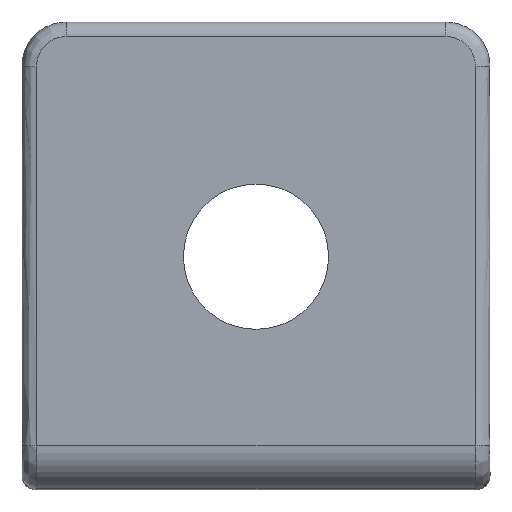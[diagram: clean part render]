
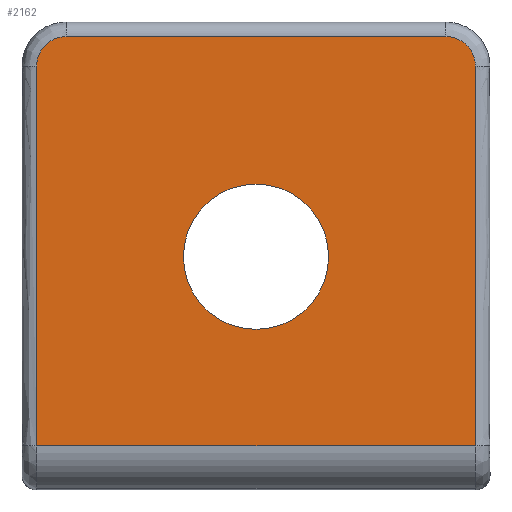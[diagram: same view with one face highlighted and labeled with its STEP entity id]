
A CAD part, left-side view. The second image highlights one B-rep face of the part: STEP entity #2162.
In plain terms, the highlighted planar face has unit normal (-1, 0, 0).
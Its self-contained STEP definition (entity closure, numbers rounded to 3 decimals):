
#932=CARTESIAN_POINT('',(-15.957,-4.95,-0.059));
#933=VERTEX_POINT('',#932);
#934=CARTESIAN_POINT('',(-15.957,4.95,-0.059));
#935=VERTEX_POINT('',#934);
#936=CARTESIAN_POINT('',(-15.957,0.,-0.059));
#937=DIRECTION('',(-1.,0.0,0.0));
#938=DIRECTION('',(0.0,-1.,0.));
#939=AXIS2_PLACEMENT_3D('',#936,#937,#938);
#940=CIRCLE('',#939,4.95);
#941=EDGE_CURVE('',#933,#935,#940,.T.);
#943=CARTESIAN_POINT('',(-15.957,0.,-0.059));
#944=DIRECTION('',(-1.,0.,0.));
#945=DIRECTION('',(0.,1.,0.));
#946=AXIS2_PLACEMENT_3D('',#943,#944,#945);
#947=CIRCLE('',#946,4.95);
#948=EDGE_CURVE('',#935,#933,#947,.T.);
#1146=CARTESIAN_POINT('',(-15.957,12.95,14.941));
#1147=VERTEX_POINT('',#1146);
#1155=CARTESIAN_POINT('',(-15.957,-12.95,14.941));
#1156=VERTEX_POINT('',#1155);
#1157=CARTESIAN_POINT('',(-15.957,12.95,14.941));
#1158=DIRECTION('',(0.0,-1.0,0.0));
#1159=VECTOR('',#1158,25.9);
#1160=LINE('',#1157,#1159);
#1161=EDGE_CURVE('',#1147,#1156,#1160,.T.);
#1487=CARTESIAN_POINT('',(-15.957,-14.95,12.941));
#1488=VERTEX_POINT('',#1487);
#1505=CARTESIAN_POINT('',(-15.957,-14.061,14.604));
#1506=VERTEX_POINT('',#1505);
#1507=CARTESIAN_POINT('',(-15.957,-12.95,12.941));
#1508=DIRECTION('',(-1.0,0.0,0.0));
#1509=DIRECTION('',(0.0,-1.,0.));
#1510=AXIS2_PLACEMENT_3D('',#1507,#1508,#1509);
#1511=CIRCLE('',#1510,2.);
#1512=EDGE_CURVE('',#1506,#1156,#1511,.T.);
#1514=CARTESIAN_POINT('',(-15.957,-14.364,14.355));
#1515=VERTEX_POINT('',#1514);
#1516=CARTESIAN_POINT('',(-15.957,-12.95,12.941));
#1517=DIRECTION('',(-1.0,0.0,0.0));
#1518=DIRECTION('',(0.0,-1.,0.));
#1519=AXIS2_PLACEMENT_3D('',#1516,#1517,#1518);
#1520=CIRCLE('',#1519,2.);
#1521=EDGE_CURVE('',#1515,#1506,#1520,.T.);
#1523=CARTESIAN_POINT('',(-15.957,-14.613,14.052));
#1524=VERTEX_POINT('',#1523);
#1525=CARTESIAN_POINT('',(-15.957,-12.95,12.941));
#1526=DIRECTION('',(-1.0,0.0,0.0));
#1527=DIRECTION('',(0.0,-1.,0.));
#1528=AXIS2_PLACEMENT_3D('',#1525,#1526,#1527);
#1529=CIRCLE('',#1528,2.);
#1530=EDGE_CURVE('',#1524,#1515,#1529,.T.);
#1532=CARTESIAN_POINT('',(-15.957,-14.912,13.331));
#1533=VERTEX_POINT('',#1532);
#1534=CARTESIAN_POINT('',(-15.957,-12.95,12.941));
#1535=DIRECTION('',(-1.0,0.0,0.0));
#1536=DIRECTION('',(0.0,-1.,0.));
#1537=AXIS2_PLACEMENT_3D('',#1534,#1535,#1536);
#1538=CIRCLE('',#1537,2.);
#1539=EDGE_CURVE('',#1533,#1524,#1538,.T.);
#1541=CARTESIAN_POINT('',(-15.957,-12.95,12.941));
#1542=DIRECTION('',(-1.0,0.0,0.0));
#1543=DIRECTION('',(0.0,-1.,0.));
#1544=AXIS2_PLACEMENT_3D('',#1541,#1542,#1543);
#1545=CIRCLE('',#1544,2.);
#1546=EDGE_CURVE('',#1488,#1533,#1545,.T.);
#2073=CARTESIAN_POINT('',(-15.957,0.,0.994));
#2074=DIRECTION('',(1.0,0.0,0.0));
#2075=DIRECTION('',(0.0,0.0,-1.0));
#2076=AXIS2_PLACEMENT_3D('',#2073,#2074,#2075);
#2077=PLANE('',#2076);
#2078=CARTESIAN_POINT('',(-15.957,-14.95,-12.959));
#2079=VERTEX_POINT('',#2078);
#2080=CARTESIAN_POINT('',(-15.957,14.95,-12.959));
#2081=VERTEX_POINT('',#2080);
#2082=CARTESIAN_POINT('',(-15.957,-14.95,-12.959));
#2083=DIRECTION('',(0.0,1.0,0.0));
#2084=VECTOR('',#2083,29.9);
#2085=LINE('',#2082,#2084);
#2086=EDGE_CURVE('',#2079,#2081,#2085,.T.);
#2087=ORIENTED_EDGE('',*,*,#2086,.F.);
#2088=CARTESIAN_POINT('',(-15.957,-14.95,12.941));
#2089=DIRECTION('',(0.0,0.0,-1.0));
#2090=VECTOR('',#2089,25.9);
#2091=LINE('',#2088,#2090);
#2092=EDGE_CURVE('',#1488,#2079,#2091,.T.);
#2093=ORIENTED_EDGE('',*,*,#2092,.F.);
#2094=ORIENTED_EDGE('',*,*,#1546,.T.);
#2095=ORIENTED_EDGE('',*,*,#1539,.T.);
#2096=ORIENTED_EDGE('',*,*,#1530,.T.);
#2097=ORIENTED_EDGE('',*,*,#1521,.T.);
#2098=ORIENTED_EDGE('',*,*,#1512,.T.);
#2099=ORIENTED_EDGE('',*,*,#1161,.F.);
#2100=CARTESIAN_POINT('',(-15.957,13.146,14.931));
#2101=VERTEX_POINT('',#2100);
#2102=CARTESIAN_POINT('',(-15.957,13.146,14.931));
#2103=CARTESIAN_POINT('',(-15.957,13.081,14.931));
#2104=CARTESIAN_POINT('',(-15.957,13.015,14.931));
#2105=CARTESIAN_POINT('',(-15.957,12.95,14.931));
#2106=B_SPLINE_CURVE_WITH_KNOTS('',3,(#2102,#2103,#2104,#2105),.UNSPECIFIED.,.F.,.U.,(4,4),(0.0,0.007),.UNSPECIFIED.);
#2107=EDGE_CURVE('',#2101,#1147,#2106,.T.);
#2108=ORIENTED_EDGE('',*,*,#2107,.F.);
#2109=CARTESIAN_POINT('',(-15.957,14.218,14.487));
#2110=VERTEX_POINT('',#2109);
#2111=CARTESIAN_POINT('',(-15.957,12.949,12.94));
#2112=DIRECTION('',(1.,0.,0.));
#2113=DIRECTION('',(0.,0.634,0.773));
#2114=AXIS2_PLACEMENT_3D('',#2111,#2112,#2113);
#2115=CIRCLE('',#2114,2.001);
#2116=EDGE_CURVE('',#2110,#2101,#2115,.T.);
#2117=ORIENTED_EDGE('',*,*,#2116,.F.);
#2118=CARTESIAN_POINT('',(-15.957,14.496,14.21));
#2119=VERTEX_POINT('',#2118);
#2120=CARTESIAN_POINT('',(-15.957,14.496,14.21));
#2121=DIRECTION('',(0.0,-0.707,0.707));
#2122=VECTOR('',#2121,0.393);
#2123=LINE('',#2120,#2122);
#2124=EDGE_CURVE('',#2119,#2110,#2123,.T.);
#2125=ORIENTED_EDGE('',*,*,#2124,.F.);
#2126=CARTESIAN_POINT('',(-15.957,14.714,13.884));
#2127=VERTEX_POINT('',#2126);
#2128=CARTESIAN_POINT('',(-15.957,14.714,13.884));
#2129=DIRECTION('',(0.0,-0.556,0.831));
#2130=VECTOR('',#2129,0.392);
#2131=LINE('',#2128,#2130);
#2132=EDGE_CURVE('',#2127,#2119,#2131,.T.);
#2133=ORIENTED_EDGE('',*,*,#2132,.F.);
#2134=CARTESIAN_POINT('',(-15.957,14.95,12.942));
#2135=VERTEX_POINT('',#2134);
#2136=CARTESIAN_POINT('',(-15.957,14.95,12.942));
#2137=CARTESIAN_POINT('',(-15.957,14.95,12.962));
#2138=CARTESIAN_POINT('',(-15.957,14.949,13.003));
#2139=CARTESIAN_POINT('',(-15.957,14.944,13.084));
#2140=CARTESIAN_POINT('',(-15.957,14.93,13.227));
#2141=CARTESIAN_POINT('',(-15.957,14.91,13.348));
#2142=CARTESIAN_POINT('',(-15.957,14.89,13.427));
#2143=CARTESIAN_POINT('',(-15.957,14.87,13.506));
#2144=CARTESIAN_POINT('',(-15.957,14.821,13.663));
#2145=CARTESIAN_POINT('',(-15.957,14.752,13.812));
#2146=CARTESIAN_POINT('',(-15.957,14.714,13.884));
#2147=B_SPLINE_CURVE_WITH_KNOTS('',3,(#2136,#2137,#2138,#2139,#2140,#2141,#2142,#2143,#2144,#2145,#2146),.UNSPECIFIED.,.F.,.U.,(4,1,1,1,3,1,4),(0.0,0.062,0.125,0.25,0.5,0.75,1.0),.UNSPECIFIED.);
#2148=EDGE_CURVE('',#2135,#2127,#2147,.T.);
#2149=ORIENTED_EDGE('',*,*,#2148,.F.);
#2150=CARTESIAN_POINT('',(-15.957,14.95,-12.959));
#2151=DIRECTION('',(0.0,0.0,1.0));
#2152=VECTOR('',#2151,25.901);
#2153=LINE('',#2150,#2152);
#2154=EDGE_CURVE('',#2081,#2135,#2153,.T.);
#2155=ORIENTED_EDGE('',*,*,#2154,.F.);
#2156=EDGE_LOOP('',(#2087,#2093,#2094,#2095,#2096,#2097,#2098,#2099,#2108,#2117,#2125,#2133,#2149,#2155));
#2157=FACE_OUTER_BOUND('',#2156,.T.);
#2158=ORIENTED_EDGE('',*,*,#941,.F.);
#2159=ORIENTED_EDGE('',*,*,#948,.F.);
#2160=EDGE_LOOP('',(#2158,#2159));
#2161=FACE_BOUND('',#2160,.T.);
#2162=ADVANCED_FACE('',(#2157,#2161),#2077,.F.);
